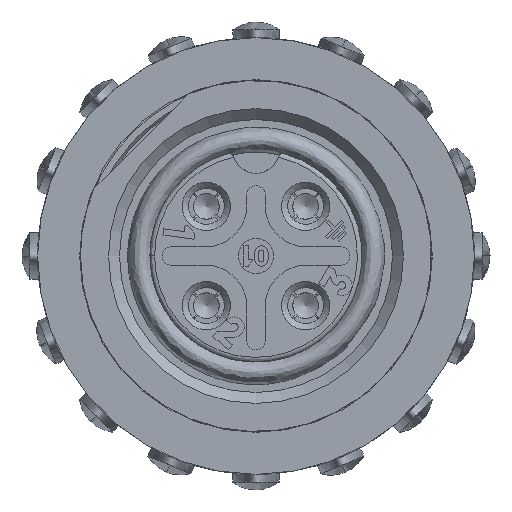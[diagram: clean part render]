
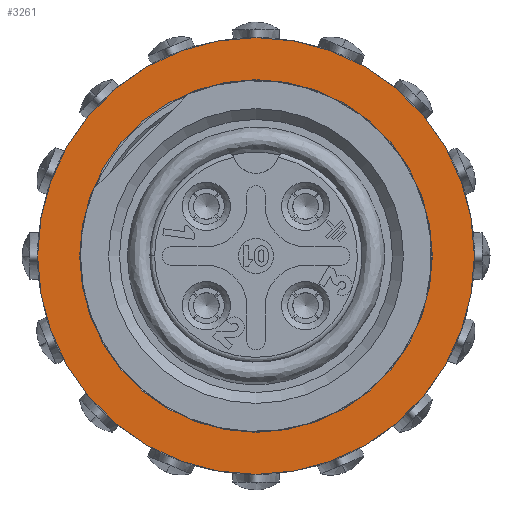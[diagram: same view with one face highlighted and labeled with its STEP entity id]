
A CAD part, left-side view. The second image highlights one B-rep face of the part: STEP entity #3261.
In plain terms, the highlighted planar face has unit normal (-1, 0, 0).
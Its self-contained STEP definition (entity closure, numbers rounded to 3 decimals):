
#1522=PLANE('',#31395);
#2288=FACE_BOUND('',#6861,.T.);
#2289=FACE_BOUND('',#6862,.T.);
#3261=ADVANCED_FACE('',(#2288,#2289),#1522,.T.);
#6861=EDGE_LOOP('',(#12443));
#6862=EDGE_LOOP('',(#12444));
#8412=CIRCLE('',#31393,11.3);
#8413=CIRCLE('',#31394,14.);
#12443=ORIENTED_EDGE('',*,*,#22499,.T.);
#12444=ORIENTED_EDGE('',*,*,#22500,.T.);
#19044=VERTEX_POINT('',#51061);
#19045=VERTEX_POINT('',#51063);
#22499=EDGE_CURVE('',#19044,#19044,#8412,.T.);
#22500=EDGE_CURVE('',#19045,#19045,#8413,.T.);
#31393=AXIS2_PLACEMENT_3D('',#51060,#35931,#35932);
#31394=AXIS2_PLACEMENT_3D('',#51062,#35933,#35934);
#31395=AXIS2_PLACEMENT_3D('',#51064,#35935,#35936);
#35931=DIRECTION('',(1.,0.,0.));
#35932=DIRECTION('',(0.,-1.,0.));
#35933=DIRECTION('',(-1.,0.,0.));
#35934=DIRECTION('',(0.,-1.,0.));
#35935=DIRECTION('',(-1.,0.,0.));
#35936=DIRECTION('',(0.,1.,0.));
#51060=CARTESIAN_POINT('',(-14.691,26.156,41.567));
#51061=CARTESIAN_POINT('',(-14.691,14.856,41.567));
#51062=CARTESIAN_POINT('',(-14.691,26.156,41.567));
#51063=CARTESIAN_POINT('',(-14.691,12.156,41.567));
#51064=CARTESIAN_POINT('',(-14.691,10.756,56.967));
